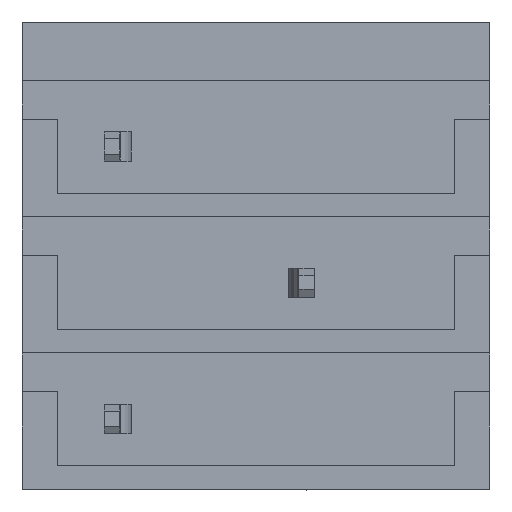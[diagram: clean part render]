
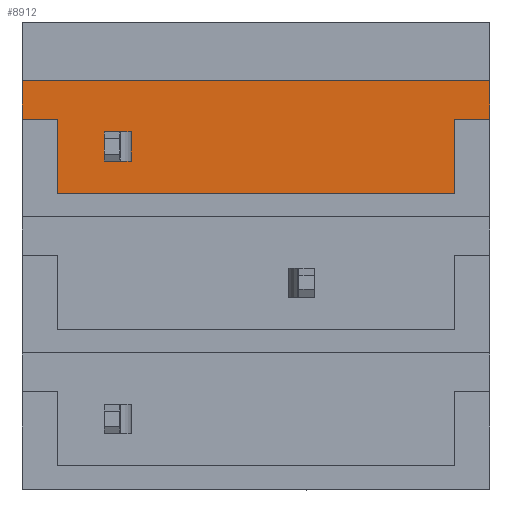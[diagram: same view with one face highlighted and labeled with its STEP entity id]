
A CAD part, top view. The second image highlights one B-rep face of the part: STEP entity #8912.
In plain terms, the highlighted planar face has unit normal (0, 0, 1).
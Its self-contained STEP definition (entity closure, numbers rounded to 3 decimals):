
#133=DIRECTION('',(0.,-1.,0.));
#134=VECTOR('',#133,1.);
#135=CARTESIAN_POINT('',(6.,7.,5.45));
#136=LINE('',#135,#134);
#137=DIRECTION('',(-1.,0.,0.));
#138=VECTOR('',#137,0.9);
#139=CARTESIAN_POINT('',(6.,6.,5.45));
#140=LINE('',#139,#138);
#141=DIRECTION('',(0.,-1.,0.));
#142=VECTOR('',#141,1.9);
#143=CARTESIAN_POINT('',(5.1,6.,5.45));
#144=LINE('',#143,#142);
#145=DIRECTION('',(0.,1.,0.));
#146=VECTOR('',#145,1.9);
#147=CARTESIAN_POINT('',(-5.1,4.1,5.45));
#148=LINE('',#147,#146);
#149=DIRECTION('',(-1.,0.,0.));
#150=VECTOR('',#149,0.9);
#151=CARTESIAN_POINT('',(-5.1,6.,5.45));
#152=LINE('',#151,#150);
#153=DIRECTION('',(0.,1.,0.));
#154=VECTOR('',#153,1.);
#155=CARTESIAN_POINT('',(-6.,6.,5.45));
#156=LINE('',#155,#154);
#157=DIRECTION('',(1.,0.,0.));
#158=VECTOR('',#157,12.);
#159=CARTESIAN_POINT('',(-6.,7.,5.45));
#160=LINE('',#159,#158);
#161=DIRECTION('',(-1.,0.,0.));
#162=VECTOR('',#161,0.4);
#163=CARTESIAN_POINT('',(-3.5,4.925,5.45));
#164=LINE('',#163,#162);
#165=DIRECTION('',(0.,-1.,0.));
#166=VECTOR('',#165,0.75);
#167=CARTESIAN_POINT('',(-3.5,5.675,5.45));
#168=LINE('',#167,#166);
#169=DIRECTION('',(1.,0.,0.));
#170=VECTOR('',#169,0.4);
#171=CARTESIAN_POINT('',(-3.9,5.675,5.45));
#172=LINE('',#171,#170);
#173=DIRECTION('',(0.,-1.,0.));
#174=VECTOR('',#173,0.75);
#175=CARTESIAN_POINT('',(-3.9,5.675,5.45));
#176=LINE('',#175,#174);
#5587=DIRECTION('',(1.,0.,0.));
#5588=VECTOR('',#5587,10.2);
#5589=CARTESIAN_POINT('',(-5.1,4.1,5.45));
#5590=LINE('',#5589,#5588);
#6893=CARTESIAN_POINT('',(6.,7.,5.45));
#6894=CARTESIAN_POINT('',(6.,6.,5.45));
#6895=VERTEX_POINT('',#6893);
#6896=VERTEX_POINT('',#6894);
#6905=CARTESIAN_POINT('',(5.1,6.,5.45));
#6906=VERTEX_POINT('',#6905);
#6907=CARTESIAN_POINT('',(5.1,4.1,5.45));
#6908=VERTEX_POINT('',#6907);
#6909=CARTESIAN_POINT('',(-5.1,4.1,5.45));
#6910=VERTEX_POINT('',#6909);
#6911=CARTESIAN_POINT('',(-5.1,6.,5.45));
#6912=VERTEX_POINT('',#6911);
#6913=CARTESIAN_POINT('',(-6.,6.,5.45));
#6914=VERTEX_POINT('',#6913);
#6915=CARTESIAN_POINT('',(-6.,7.,5.45));
#6916=VERTEX_POINT('',#6915);
#8832=CARTESIAN_POINT('',(-3.9,4.925,5.45));
#8833=VERTEX_POINT('',#8832);
#8834=CARTESIAN_POINT('',(-3.5,4.925,5.45));
#8835=VERTEX_POINT('',#8834);
#8836=CARTESIAN_POINT('',(-3.9,5.675,5.45));
#8837=VERTEX_POINT('',#8836);
#8838=CARTESIAN_POINT('',(-3.5,5.675,5.45));
#8839=VERTEX_POINT('',#8838);
#8880=CARTESIAN_POINT('',(0.,3.5,5.45));
#8881=DIRECTION('',(0.,0.,1.));
#8882=DIRECTION('',(1.,0.,0.));
#8883=AXIS2_PLACEMENT_3D('',#8880,#8881,#8882);
#8884=PLANE('',#8883);
#8886=ORIENTED_EDGE('',*,*,#8885,.T.);
#8888=ORIENTED_EDGE('',*,*,#8887,.T.);
#8890=ORIENTED_EDGE('',*,*,#8889,.T.);
#8892=ORIENTED_EDGE('',*,*,#8891,.F.);
#8894=ORIENTED_EDGE('',*,*,#8893,.T.);
#8896=ORIENTED_EDGE('',*,*,#8895,.T.);
#8898=ORIENTED_EDGE('',*,*,#8897,.T.);
#8900=ORIENTED_EDGE('',*,*,#8899,.T.);
#8901=EDGE_LOOP('',(#8886,#8888,#8890,#8892,#8894,#8896,#8898,#8900));
#8902=FACE_OUTER_BOUND('',#8901,.F.);
#8903=ORIENTED_EDGE('',*,*,#8853,.F.);
#8905=ORIENTED_EDGE('',*,*,#8904,.F.);
#8907=ORIENTED_EDGE('',*,*,#8906,.F.);
#8909=ORIENTED_EDGE('',*,*,#8908,.T.);
#8910=EDGE_LOOP('',(#8903,#8905,#8907,#8909));
#8911=FACE_BOUND('',#8910,.F.);
#8853=EDGE_CURVE('',#8835,#8833,#164,.T.);
#8885=EDGE_CURVE('',#6895,#6896,#136,.T.);
#8887=EDGE_CURVE('',#6896,#6906,#140,.T.);
#8889=EDGE_CURVE('',#6906,#6908,#144,.T.);
#8891=EDGE_CURVE('',#6910,#6908,#5590,.T.);
#8893=EDGE_CURVE('',#6910,#6912,#148,.T.);
#8895=EDGE_CURVE('',#6912,#6914,#152,.T.);
#8897=EDGE_CURVE('',#6914,#6916,#156,.T.);
#8899=EDGE_CURVE('',#6916,#6895,#160,.T.);
#8904=EDGE_CURVE('',#8839,#8835,#168,.T.);
#8906=EDGE_CURVE('',#8837,#8839,#172,.T.);
#8908=EDGE_CURVE('',#8837,#8833,#176,.T.);
#8912=ADVANCED_FACE('',(#8902,#8911),#8884,.T.);
